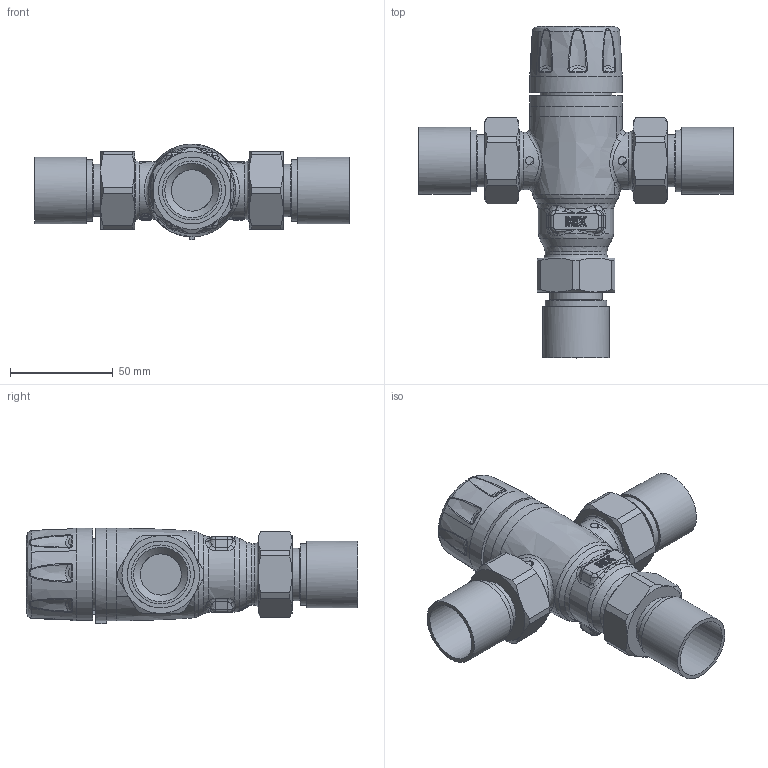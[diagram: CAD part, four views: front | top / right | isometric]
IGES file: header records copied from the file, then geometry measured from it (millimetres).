
Global section: file name: 521609A_Simplify_1; native system: Autodesk Inventor 2025; preprocessor: unknown; author: ischreiner; date: 20250729.153052; units: inch
Bounding box: 152.76 x 161.43 x 46.47 mm (x, y, z)
Volume: 241874.1 mm3; surface area: 57960.2 mm2
Topology: 4 solids, 4 shells, 1273 faces, 2945 edges, 1619 vertices
Faces by surface type: bspline 1273
